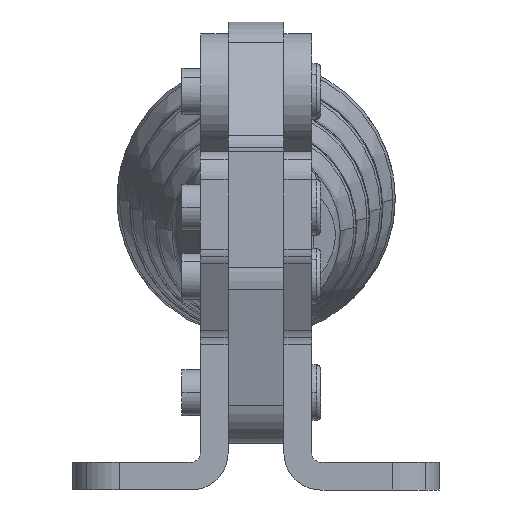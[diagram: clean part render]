
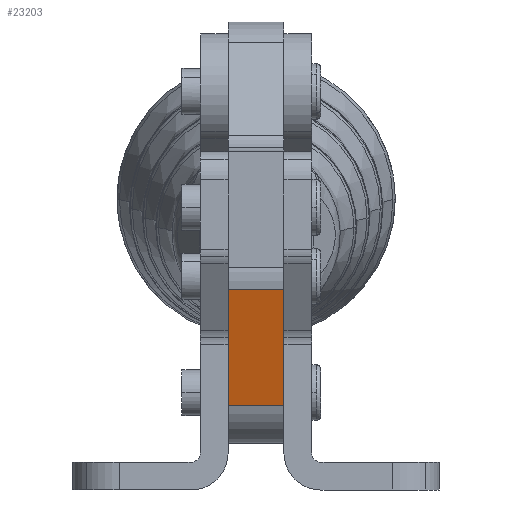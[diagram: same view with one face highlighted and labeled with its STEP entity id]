
A CAD part, left-side view. The second image highlights one B-rep face of the part: STEP entity #23203.
In plain terms, the highlighted planar face has unit normal (-0.966, 0, -0.259).
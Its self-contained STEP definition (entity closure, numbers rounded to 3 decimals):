
#1468=CARTESIAN_POINT('',(82.151,-71.78,-17.432));
#1469=VERTEX_POINT('',#1468);
#22836=CARTESIAN_POINT('',(81.44,-71.78,-14.782));
#22837=VERTEX_POINT('',#22836);
#22845=CARTESIAN_POINT('',(81.44,-71.78,-14.782));
#22846=DIRECTION('',(0.259,0.0,-0.966));
#22847=VECTOR('',#22846,2.744);
#22848=LINE('',#22845,#22847);
#22849=EDGE_CURVE('',#22837,#1469,#22848,.T.);
#22977=CARTESIAN_POINT('',(80.671,-65.799,-11.915));
#22978=VERTEX_POINT('',#22977);
#22986=CARTESIAN_POINT('',(80.671,-71.78,-11.915));
#22987=VERTEX_POINT('',#22986);
#22988=CARTESIAN_POINT('',(80.671,-65.799,-11.915));
#22989=DIRECTION('',(0.0,-1.0,0.0));
#22990=VECTOR('',#22989,5.981);
#22991=LINE('',#22988,#22990);
#22992=EDGE_CURVE('',#22978,#22987,#22991,.T.);
#23150=CARTESIAN_POINT('',(84.039,-65.78,-24.471));
#23151=DIRECTION('',(-0.966,0.,-0.259));
#23152=DIRECTION('',(0.0,-1.0,0.0));
#23153=AXIS2_PLACEMENT_3D('',#23150,#23151,#23152);
#23154=PLANE('',#23153);
#23155=CARTESIAN_POINT('',(81.44,-65.78,-14.782));
#23156=VERTEX_POINT('',#23155);
#23157=CARTESIAN_POINT('',(81.44,-65.799,-14.782));
#23158=VERTEX_POINT('',#23157);
#23159=CARTESIAN_POINT('',(81.44,-65.78,-14.782));
#23160=DIRECTION('',(0.0,-1.0,0.0));
#23161=VECTOR('',#23160,0.019);
#23162=LINE('',#23159,#23161);
#23163=EDGE_CURVE('',#23156,#23158,#23162,.T.);
#23164=ORIENTED_EDGE('',*,*,#23163,.F.);
#23165=CARTESIAN_POINT('',(84.039,-65.78,-24.471));
#23166=VERTEX_POINT('',#23165);
#23167=CARTESIAN_POINT('',(84.039,-65.78,-24.471));
#23168=DIRECTION('',(-0.259,0.0,0.966));
#23169=VECTOR('',#23168,10.031);
#23170=LINE('',#23167,#23169);
#23171=EDGE_CURVE('',#23166,#23156,#23170,.T.);
#23172=ORIENTED_EDGE('',*,*,#23171,.F.);
#23173=CARTESIAN_POINT('',(84.039,-71.78,-24.471));
#23174=VERTEX_POINT('',#23173);
#23175=CARTESIAN_POINT('',(84.039,-65.78,-24.471));
#23176=DIRECTION('',(0.0,-1.0,0.0));
#23177=VECTOR('',#23176,6.0);
#23178=LINE('',#23175,#23177);
#23179=EDGE_CURVE('',#23166,#23174,#23178,.T.);
#23180=ORIENTED_EDGE('',*,*,#23179,.T.);
#23181=CARTESIAN_POINT('',(82.151,-71.78,-17.432));
#23182=DIRECTION('',(0.259,0.0,-0.966));
#23183=VECTOR('',#23182,7.287);
#23184=LINE('',#23181,#23183);
#23185=EDGE_CURVE('',#1469,#23174,#23184,.T.);
#23186=ORIENTED_EDGE('',*,*,#23185,.F.);
#23187=ORIENTED_EDGE('',*,*,#22849,.F.);
#23188=CARTESIAN_POINT('',(80.671,-71.78,-11.915));
#23189=DIRECTION('',(0.259,0.0,-0.966));
#23190=VECTOR('',#23189,2.969);
#23191=LINE('',#23188,#23190);
#23192=EDGE_CURVE('',#22987,#22837,#23191,.T.);
#23193=ORIENTED_EDGE('',*,*,#23192,.F.);
#23194=ORIENTED_EDGE('',*,*,#22992,.F.);
#23195=CARTESIAN_POINT('',(81.44,-65.799,-14.782));
#23196=DIRECTION('',(-0.259,0.,0.966));
#23197=VECTOR('',#23196,2.969);
#23198=LINE('',#23195,#23197);
#23199=EDGE_CURVE('',#23158,#22978,#23198,.T.);
#23200=ORIENTED_EDGE('',*,*,#23199,.F.);
#23201=EDGE_LOOP('',(#23164,#23172,#23180,#23186,#23187,#23193,#23194,#23200));
#23202=FACE_OUTER_BOUND('',#23201,.T.);
#23203=ADVANCED_FACE('',(#23202),#23154,.T.);
